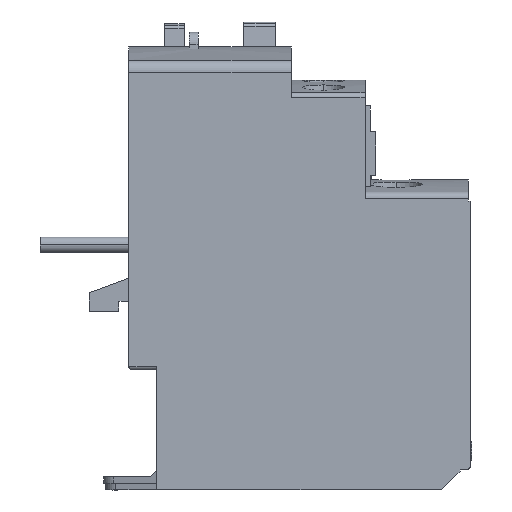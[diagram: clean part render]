
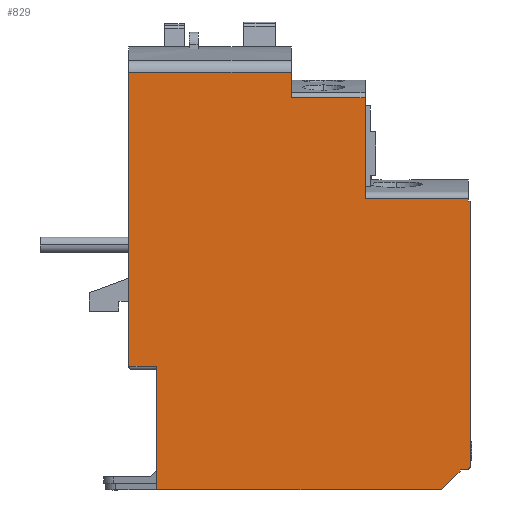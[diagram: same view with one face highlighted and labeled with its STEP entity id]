
A CAD part, left-side view. The second image highlights one B-rep face of the part: STEP entity #829.
In plain terms, the highlighted planar face has unit normal (-1, 0, 0).
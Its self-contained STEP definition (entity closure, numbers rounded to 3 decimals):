
#829=ADVANCED_FACE('',(#1699),#1700,.T.);
#1699=FACE_OUTER_BOUND('',#2581,.T.);
#1700=PLANE('',#2582);
#2581=EDGE_LOOP('',(#5013,#5014,#5015,#5016,#5017,#5018,#5019,#5020,#5021,#5022,#5023,#5024,#5025,#5026,#5027,#5028));
#2582=AXIS2_PLACEMENT_3D('',#5029,#5030,#5031);
#5013=ORIENTED_EDGE('',*,*,#7368,.F.);
#5014=ORIENTED_EDGE('',*,*,#7385,.T.);
#5015=ORIENTED_EDGE('',*,*,#7386,.T.);
#5016=ORIENTED_EDGE('',*,*,#7387,.F.);
#5017=ORIENTED_EDGE('',*,*,#7388,.F.);
#5018=ORIENTED_EDGE('',*,*,#7389,.F.);
#5019=ORIENTED_EDGE('',*,*,#7390,.F.);
#5020=ORIENTED_EDGE('',*,*,#7391,.F.);
#5021=ORIENTED_EDGE('',*,*,#7392,.F.);
#5022=ORIENTED_EDGE('',*,*,#6842,.F.);
#5023=ORIENTED_EDGE('',*,*,#6837,.F.);
#5024=ORIENTED_EDGE('',*,*,#7393,.T.);
#5025=ORIENTED_EDGE('',*,*,#6873,.T.);
#5026=ORIENTED_EDGE('',*,*,#7374,.T.);
#5027=ORIENTED_EDGE('',*,*,#7375,.T.);
#5028=ORIENTED_EDGE('',*,*,#7308,.T.);
#5029=CARTESIAN_POINT('',(-22.4,-22.81,30.573));
#5030=DIRECTION('',(-1.0,0.,0.));
#5031=DIRECTION('',(0.,-1.0,0.0));
#6837=EDGE_CURVE('',#8244,#8246,#8247,.T.);
#6842=EDGE_CURVE('',#8246,#8253,#8254,.T.);
#6873=EDGE_CURVE('',#8308,#8306,#8309,.T.);
#7308=EDGE_CURVE('',#9005,#9007,#9009,.T.);
#7368=EDGE_CURVE('',#9118,#9007,#9120,.T.);
#7374=EDGE_CURVE('',#8306,#9127,#9129,.T.);
#7375=EDGE_CURVE('',#9127,#9005,#9130,.T.);
#7385=EDGE_CURVE('',#9118,#9144,#9145,.T.);
#7386=EDGE_CURVE('',#9144,#9146,#9147,.T.);
#7387=EDGE_CURVE('',#9148,#9146,#9149,.T.);
#7388=EDGE_CURVE('',#9150,#9148,#9151,.T.);
#7389=EDGE_CURVE('',#9152,#9150,#9153,.T.);
#7390=EDGE_CURVE('',#9154,#9152,#9155,.T.);
#7391=EDGE_CURVE('',#9156,#9154,#9157,.T.);
#7392=EDGE_CURVE('',#8253,#9156,#9158,.T.);
#7393=EDGE_CURVE('',#8244,#8308,#9159,.T.);
#8244=VERTEX_POINT('',#10572);
#8246=VERTEX_POINT('',#10574);
#8247=LINE('',#10575,#10576);
#8253=VERTEX_POINT('',#10586);
#8254=LINE('',#10587,#10588);
#8306=VERTEX_POINT('',#10659);
#8308=VERTEX_POINT('',#10661);
#8309=LINE('',#10662,#10663);
#9005=VERTEX_POINT('',#11954);
#9007=VERTEX_POINT('',#11956);
#9009=LINE('',#11958,#11959);
#9118=VERTEX_POINT('',#12112);
#9120=LINE('',#12115,#12116);
#9127=VERTEX_POINT('',#12125);
#9129=LINE('',#12127,#12128);
#9130=LINE('',#12129,#12130);
#9144=VERTEX_POINT('',#12150);
#9145=LINE('',#12151,#12152);
#9146=VERTEX_POINT('',#12153);
#9147=LINE('',#12154,#12155);
#9148=VERTEX_POINT('',#12156);
#9149=LINE('',#12157,#12158);
#9150=VERTEX_POINT('',#12159);
#9151=LINE('',#12160,#12161);
#9152=VERTEX_POINT('',#12162);
#9153=LINE('',#12163,#12164);
#9154=VERTEX_POINT('',#12165);
#9155=LINE('',#12166,#12167);
#9156=VERTEX_POINT('',#12168);
#9157=CIRCLE('',#12169,0.5);
#9158=LINE('',#12170,#12171);
#9159=LINE('',#12172,#12173);
#10572=CARTESIAN_POINT('',(-22.4,-51.2,43.931));
#10574=CARTESIAN_POINT('',(-22.4,-51.2,43.57));
#10575=CARTESIAN_POINT('',(-22.4,-51.2,43.57));
#10576=VECTOR('',#13717,1.0);
#10586=CARTESIAN_POINT('',(-22.4,-51.5,43.57));
#10587=CARTESIAN_POINT('',(-22.4,-51.5,43.57));
#10588=VECTOR('',#13722,1.0);
#10659=CARTESIAN_POINT('',(-22.4,-35.625,59.149));
#10661=CARTESIAN_POINT('',(-22.4,-35.625,43.931));
#10662=CARTESIAN_POINT('',(-22.4,-35.625,38.921));
#10663=VECTOR('',#13775,1.0);
#11954=CARTESIAN_POINT('',(-22.4,-24.475,63.));
#11956=CARTESIAN_POINT('',(-22.4,0.,63.));
#11958=CARTESIAN_POINT('',(-22.4,-12.5,63.));
#11959=VECTOR('',#14372,1.0);
#12112=CARTESIAN_POINT('',(-22.4,0.,18.65));
#12115=CARTESIAN_POINT('',(-22.4,0.,66.807));
#12116=VECTOR('',#14460,1.0);
#12125=CARTESIAN_POINT('',(-22.4,-24.475,59.149));
#12127=CARTESIAN_POINT('',(-22.4,-32.475,59.149));
#12128=VECTOR('',#14472,1.0);
#12129=CARTESIAN_POINT('',(-22.4,-24.475,48.39));
#12130=VECTOR('',#14473,1.0);
#12150=CARTESIAN_POINT('',(-22.4,-4.176,18.65));
#12151=CARTESIAN_POINT('',(-22.4,-2.088,18.65));
#12152=VECTOR('',#14489,1.0);
#12153=CARTESIAN_POINT('',(-22.4,-4.176,0.));
#12154=CARTESIAN_POINT('',(-22.4,-4.176,25.652));
#12155=VECTOR('',#14490,1.0);
#12156=CARTESIAN_POINT('',(-22.4,-47.15,0.));
#12157=CARTESIAN_POINT('',(-22.4,-47.15,0.));
#12158=VECTOR('',#14491,1.0);
#12159=CARTESIAN_POINT('',(-22.4,-49.95,2.8));
#12160=CARTESIAN_POINT('',(-22.4,-47.15,0.));
#12161=VECTOR('',#14492,1.0);
#12162=CARTESIAN_POINT('',(-22.4,-50.0,3.1));
#12163=CARTESIAN_POINT('',(-22.4,-49.95,2.8));
#12164=VECTOR('',#14493,1.0);
#12165=CARTESIAN_POINT('',(-22.4,-51.0,3.1));
#12166=CARTESIAN_POINT('',(-22.4,-50.0,3.1));
#12167=VECTOR('',#14494,1.0);
#12168=CARTESIAN_POINT('',(-22.4,-51.5,3.6));
#12169=AXIS2_PLACEMENT_3D('',#14495,#14496,#14497);
#12170=CARTESIAN_POINT('',(-22.4,-51.5,3.6));
#12171=VECTOR('',#14498,1.0);
#12172=CARTESIAN_POINT('',(-22.4,-43.563,43.931));
#12173=VECTOR('',#14499,1.0);
#13717=DIRECTION('',(0.,-0.001,-1.));
#13722=DIRECTION('',(0.,-1.,0.));
#13775=DIRECTION('',(0.,0.,1.0));
#14372=DIRECTION('',(-0.0,1.0,0.));
#14460=DIRECTION('',(0.,0.,1.0));
#14472=DIRECTION('',(-0.0,1.0,0.));
#14473=DIRECTION('',(0.,0.,1.0));
#14489=DIRECTION('',(-0.0,-1.0,0.));
#14490=DIRECTION('',(0.,0.,-1.0));
#14491=DIRECTION('',(0.,1.0,0.));
#14492=DIRECTION('',(0.,0.707,-0.707));
#14493=DIRECTION('',(0.,0.164,-0.986));
#14494=DIRECTION('',(0.,1.0,0.));
#14495=CARTESIAN_POINT('',(-22.4,-51.0,3.6));
#14496=DIRECTION('',(1.0,0.,0.));
#14497=DIRECTION('',(0.,-1.0,0.0));
#14498=DIRECTION('',(0.,0.,-1.0));
#14499=DIRECTION('',(-0.0,1.0,0.));
